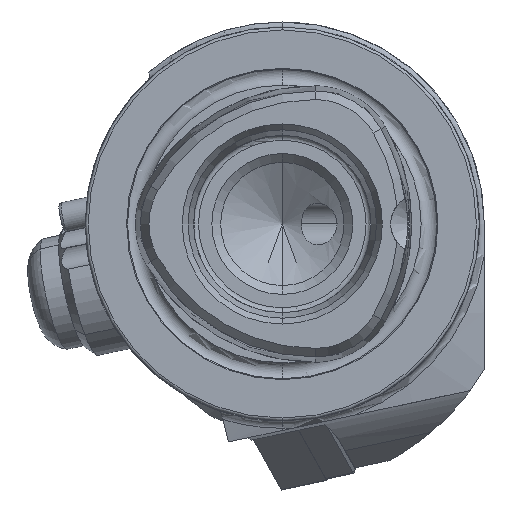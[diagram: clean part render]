
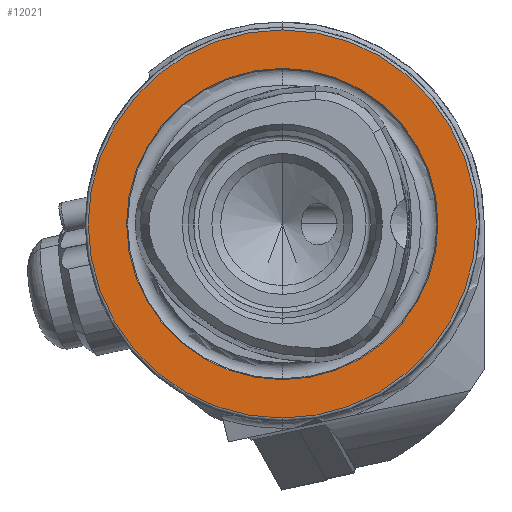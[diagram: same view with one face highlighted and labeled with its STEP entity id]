
A CAD part, left-side view. The second image highlights one B-rep face of the part: STEP entity #12021.
In plain terms, the highlighted planar face has unit normal (-1, 0, 0).
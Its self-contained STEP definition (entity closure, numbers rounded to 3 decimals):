
#3 = AXIS2_PLACEMENT_3D ( 'NONE', #13429, #13331, #13348 ) ;
#222 = AXIS2_PLACEMENT_3D ( 'NONE', #10484, #10485, #10486 ) ;
#555 = VERTEX_POINT ( 'NONE', #1473 ) ;
#1137 = CIRCLE ( 'NONE', #3, 15.8 ) ;
#1473 = CARTESIAN_POINT ( 'NONE',  ( 0., 0., -19.7 ) ) ;
#2355 = AXIS2_PLACEMENT_3D ( 'NONE', #11654, #11659, #11660 ) ;
#3458 = EDGE_CURVE ( 'NONE', #11133, #11203, #1137, .T. ) ;
#7231 = CIRCLE ( 'NONE', #222, 19.7 ) ;
#7375 = FACE_BOUND ( 'NONE', #13174, .T. ) ;
#7380 = FACE_OUTER_BOUND ( 'NONE', #13194, .T. ) ;
#8492 = EDGE_CURVE ( 'NONE', #11001, #555, #7231, .T. ) ;
#8934 = AXIS2_PLACEMENT_3D ( 'NONE', #12474, #12475, #12476 ) ;
#8942 = AXIS2_PLACEMENT_3D ( 'NONE', #12528, #12529, #12530 ) ;
#9154 = ORIENTED_EDGE ( 'NONE', *, *, #8492, .T. ) ;
#9192 = ORIENTED_EDGE ( 'NONE', *, *, #14840, .T. ) ;
#9194 = ORIENTED_EDGE ( 'NONE', *, *, #3458, .F. ) ;
#10484 = CARTESIAN_POINT ( 'NONE',  ( 0., 0., 0. ) ) ;
#10485 = DIRECTION ( 'NONE',  ( -1., 0., 0. ) ) ;
#10486 = DIRECTION ( 'NONE',  ( 0., 0., 1. ) ) ;
#10705 = CARTESIAN_POINT ( 'NONE',  ( 0., 0., 19.7 ) ) ;
#10818 = CARTESIAN_POINT ( 'NONE',  ( 0., 0., -15.8 ) ) ;
#10869 = CARTESIAN_POINT ( 'NONE',  ( 0., 0., 15.8 ) ) ;
#11001 = VERTEX_POINT ( 'NONE', #10705 ) ;
#11133 = VERTEX_POINT ( 'NONE', #10818 ) ;
#11203 = VERTEX_POINT ( 'NONE', #10869 ) ;
#11654 = CARTESIAN_POINT ( 'NONE',  ( 0., 15.8, 0. ) ) ;
#11657 = PLANE ( 'NONE',  #2355 ) ;
#11659 = DIRECTION ( 'NONE',  ( 1., 0., 0. ) ) ;
#11660 = DIRECTION ( 'NONE',  ( 0., 0., -1. ) ) ;
#12021 = ADVANCED_FACE ( 'NONE', ( #7375, #7380 ), #11657, .F. ) ;
#12474 = CARTESIAN_POINT ( 'NONE',  ( 0., 0., 0. ) ) ;
#12475 = DIRECTION ( 'NONE',  ( -1., 0., 0. ) ) ;
#12476 = DIRECTION ( 'NONE',  ( 0., 0., 1. ) ) ;
#12528 = CARTESIAN_POINT ( 'NONE',  ( 0., 0., 0. ) ) ;
#12529 = DIRECTION ( 'NONE',  ( -1., 0., 0. ) ) ;
#12530 = DIRECTION ( 'NONE',  ( 0., 0., 1. ) ) ;
#13030 = ORIENTED_EDGE ( 'NONE', *, *, #14855, .F. ) ;
#13174 = EDGE_LOOP ( 'NONE', ( #13030, #9194 ) ) ;
#13194 = EDGE_LOOP ( 'NONE', ( #9154, #9192 ) ) ;
#13331 = DIRECTION ( 'NONE',  ( -1., 0., 0. ) ) ;
#13348 = DIRECTION ( 'NONE',  ( 0., 0., 1. ) ) ;
#13429 = CARTESIAN_POINT ( 'NONE',  ( 0., 0., 0. ) ) ;
#14195 = CIRCLE ( 'NONE', #8934, 19.7 ) ;
#14211 = CIRCLE ( 'NONE', #8942, 15.8 ) ;
#14840 = EDGE_CURVE ( 'NONE', #555, #11001, #14195, .T. ) ;
#14855 = EDGE_CURVE ( 'NONE', #11203, #11133, #14211, .T. ) ;
